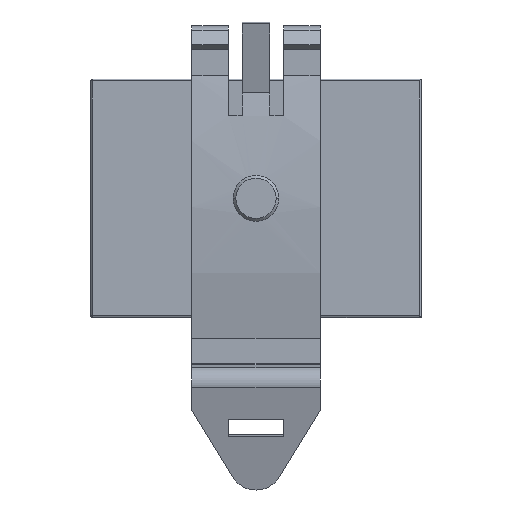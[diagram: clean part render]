
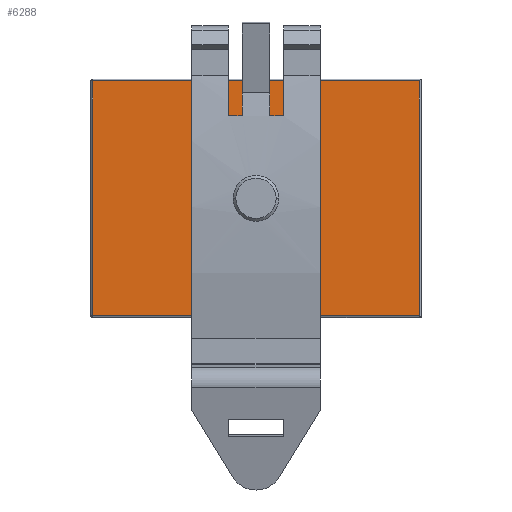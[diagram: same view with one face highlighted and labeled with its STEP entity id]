
A CAD part, front view. The second image highlights one B-rep face of the part: STEP entity #6288.
In plain terms, the highlighted planar face has unit normal (0, -1, 0).
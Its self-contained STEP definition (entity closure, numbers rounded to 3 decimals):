
#129 = CARTESIAN_POINT ( 'NONE',  ( -14.723, -14.327, 26.289 ) ) ;
#418 = ORIENTED_EDGE ( 'NONE', *, *, #6376, .T. ) ;
#466 = LINE ( 'NONE', #4677, #6495 ) ;
#491 = VERTEX_POINT ( 'NONE', #545 ) ;
#545 = CARTESIAN_POINT ( 'NONE',  ( -14.723, -14.327, 20.489 ) ) ;
#604 = CARTESIAN_POINT ( 'NONE',  ( -32.523, -14.327, 36.189 ) ) ;
#631 = VECTOR ( 'NONE', #3188, 1000. ) ;
#658 = CIRCLE ( 'NONE', #1792, 2.9 ) ;
#890 = ORIENTED_EDGE ( 'NONE', *, *, #6082, .T. ) ;
#898 = DIRECTION ( 'NONE',  ( 0., 0., -1. ) ) ;
#1037 = CARTESIAN_POINT ( 'NONE',  ( -14.723, -14.327, 23.389 ) ) ;
#1073 = AXIS2_PLACEMENT_3D ( 'NONE', #1407, #5163, #2978 ) ;
#1407 = CARTESIAN_POINT ( 'NONE',  ( -14.723, -14.327, 23.389 ) ) ;
#1540 = LINE ( 'NONE', #2162, #631 ) ;
#1544 = CARTESIAN_POINT ( 'NONE',  ( 3.077, -14.327, 36.389 ) ) ;
#1608 = DIRECTION ( 'NONE',  ( 0., 0., -1. ) ) ;
#1734 = CARTESIAN_POINT ( 'NONE',  ( -32.723, -14.327, 36.189 ) ) ;
#1792 = AXIS2_PLACEMENT_3D ( 'NONE', #1037, #6356, #1608 ) ;
#1861 = EDGE_CURVE ( 'NONE', #3792, #3957, #3572, .T. ) ;
#2162 = CARTESIAN_POINT ( 'NONE',  ( -32.523, -14.327, 10.389 ) ) ;
#2254 = ORIENTED_EDGE ( 'NONE', *, *, #6810, .T. ) ;
#2287 = EDGE_LOOP ( 'NONE', ( #4401, #2456 ) ) ;
#2346 = EDGE_CURVE ( 'NONE', #491, #4837, #658, .T. ) ;
#2456 = ORIENTED_EDGE ( 'NONE', *, *, #2346, .F. ) ;
#2612 = VECTOR ( 'NONE', #5516, 1000. ) ;
#2720 = DIRECTION ( 'NONE',  ( 1., 0., 0. ) ) ;
#2911 = EDGE_CURVE ( 'NONE', #4837, #491, #6885, .T. ) ;
#2978 = DIRECTION ( 'NONE',  ( 0., 0., -1. ) ) ;
#3049 = DIRECTION ( 'NONE',  ( 0., 0., 1. ) ) ;
#3188 = DIRECTION ( 'NONE',  ( 0., 0., -1. ) ) ;
#3317 = ORIENTED_EDGE ( 'NONE', *, *, #1861, .T. ) ;
#3349 = CARTESIAN_POINT ( 'NONE',  ( 3.077, -14.327, 36.189 ) ) ;
#3572 = LINE ( 'NONE', #1544, #4170 ) ;
#3792 = VERTEX_POINT ( 'NONE', #6023 ) ;
#3944 = PLANE ( 'NONE',  #1073 ) ;
#3957 = VERTEX_POINT ( 'NONE', #3349 ) ;
#3959 = VERTEX_POINT ( 'NONE', #5519 ) ;
#4170 = VECTOR ( 'NONE', #3049, 1000. ) ;
#4401 = ORIENTED_EDGE ( 'NONE', *, *, #2911, .F. ) ;
#4462 = FACE_OUTER_BOUND ( 'NONE', #4615, .T. ) ;
#4572 = VERTEX_POINT ( 'NONE', #604 ) ;
#4596 = DIRECTION ( 'NONE',  ( 0., -1., 0. ) ) ;
#4615 = EDGE_LOOP ( 'NONE', ( #418, #2254, #3317, #890 ) ) ;
#4677 = CARTESIAN_POINT ( 'NONE',  ( 3.277, -14.327, 10.589 ) ) ;
#4837 = VERTEX_POINT ( 'NONE', #129 ) ;
#5163 = DIRECTION ( 'NONE',  ( 0., -1., 0. ) ) ;
#5432 = AXIS2_PLACEMENT_3D ( 'NONE', #6243, #4596, #898 ) ;
#5516 = DIRECTION ( 'NONE',  ( -1., 0., 0. ) ) ;
#5519 = CARTESIAN_POINT ( 'NONE',  ( -32.523, -14.327, 10.589 ) ) ;
#6023 = CARTESIAN_POINT ( 'NONE',  ( 3.077, -14.327, 10.589 ) ) ;
#6082 = EDGE_CURVE ( 'NONE', #3957, #4572, #6544, .T. ) ;
#6111 = FACE_BOUND ( 'NONE', #2287, .T. ) ;
#6243 = CARTESIAN_POINT ( 'NONE',  ( -14.723, -14.327, 23.389 ) ) ;
#6288 = ADVANCED_FACE ( 'NONE', ( #6111, #4462 ), #3944, .T. ) ;
#6356 = DIRECTION ( 'NONE',  ( 0., -1., 0. ) ) ;
#6376 = EDGE_CURVE ( 'NONE', #4572, #3959, #1540, .T. ) ;
#6495 = VECTOR ( 'NONE', #2720, 1000. ) ;
#6544 = LINE ( 'NONE', #1734, #2612 ) ;
#6810 = EDGE_CURVE ( 'NONE', #3959, #3792, #466, .T. ) ;
#6885 = CIRCLE ( 'NONE', #5432, 2.9 ) ;
